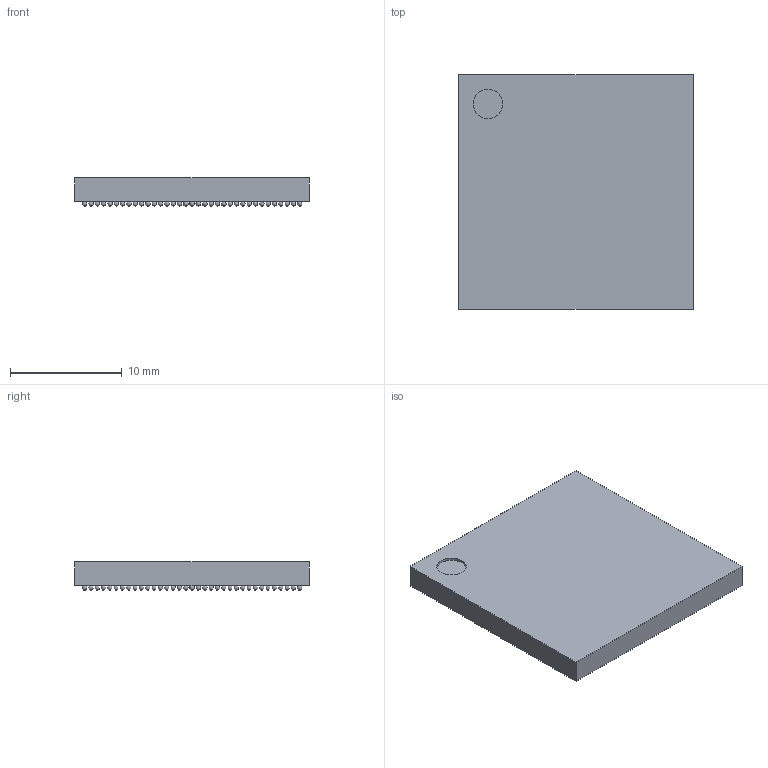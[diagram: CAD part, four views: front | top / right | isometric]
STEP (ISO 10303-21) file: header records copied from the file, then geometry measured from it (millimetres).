
FILE_DESCRIPTION(('FreeCAD Model'),'2;1');
FILE_NAME('11603272.1.1.stp','2020-12-06T00:17:13',( 'Author'),(''),'Open CASCADE STEP processor 6.9','FreeCAD','Unknown' );
FILE_SCHEMA(('AUTOMOTIVE_DESIGN { 1 0 10303 214 1 1 1 1 }'));
Length unit declared in the file: millimetre
Products named in the file (611): ASSEMBLY; A3; A5; A7; A9; A11; A13; A15; A17; A19; A21; A23; A25; A27; A29; A31; A33; B2; B4; B6; B8; B10; B12; B14; B16; B18; B20; B22; B24; B26; B28; B30; B32; B34; C1; C3; C5; C7; C9; C11 ...
Assembly tree (610 placements, depth 2):
  ASSEMBLY
    A3
    A5
    A7
    A9
    A11
    A13
    A15
    A17
    A19
    A21
    A23
    A25
    A27
    A29
    A31
    A33
    B2
    B4
    B6
    B8
    B10
    B12
    B14
    B16
    B18
    B20
    B22
    B24
    B26
    B28
    B30
    B32
    B34
    C1
    C3
    C5
    C7
    C9
    C11
    C13
    C15
    C17
    C19
    C21
    C23
    C25
    C27
    C29
    C31
    C33
    C35
    D2
    D4
    D6
    D8
    D10
    D12
    D14
    D16
Bounding box: 21 x 21 x 2.52 mm (x, y, z)
Volume: 945.7 mm3; surface area: 1413.4 mm2
Topology: 610 solids, 610 shells, 617 faces, 1842 edges, 1228 vertices
Faces by surface type: sphere 609, plane 7, cylinder 1
Full cylindrical faces by diameter (mm): 2.625 x1
Entity records: 24796 total; most frequent: DIRECTION 2503, CARTESIAN_POINT 1892, AXIS2_PLACEMENT_3D 1230, PRODUCT_DEFINITION_SHAPE 1221, VERTEX_POINT 619, FACE_BOUND 618, ADVANCED_FACE 617, SHAPE_DEFINITION_REPRESENTATION 611
